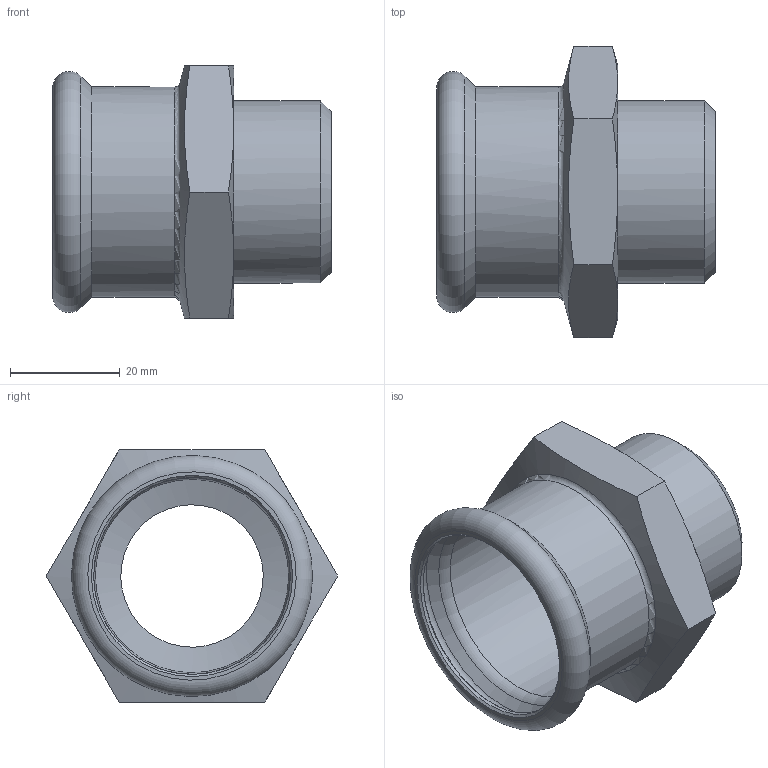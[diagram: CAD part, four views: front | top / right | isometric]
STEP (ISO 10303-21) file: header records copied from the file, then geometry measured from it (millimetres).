
FILE_DESCRIPTION(/* description */ (''),/* implementation_level */ '2;1');
FILE_NAME(/* name */ '41719.stp',/* time_stamp */ '2023-09-08T11:03:14+02:00',/* author */ ('JANAN'),/* organization */ (''),/* preprocessor_version */ 'ST-DEVELOPER v19.2',/* originating_system */ 'Autodesk Inventor 2023',/* authorisation */ '');
FILE_SCHEMA (('AUTOMOTIVE_DESIGN { 1 0 10303 214 3 1 1 }'));
Length unit declared in the file: millimetre
Products named in the file (1): tmpF7DD.tmp
Bounding box: 50.8 x 53.12 x 46 mm (x, y, z)
Volume: 21331.2 mm3; surface area: 13993.6 mm2
Topology: 1 solids, 1 shells, 32 faces, 74 edges, 46 vertices
Faces by surface type: cone 13, plane 10, cylinder 5, torus 4
Full cylindrical faces by diameter (mm): 26 x1, 33.249 x1, 35.3 x1, 35.9 x1, 38.4 x1
Entity records: 1104 total; most frequent: CARTESIAN_POINT 307, DIRECTION 156, ORIENTED_EDGE 148, EDGE_CURVE 74, AXIS2_PLACEMENT_3D 69, VERTEX_POINT 46, EDGE_LOOP 36, CIRCLE 36
